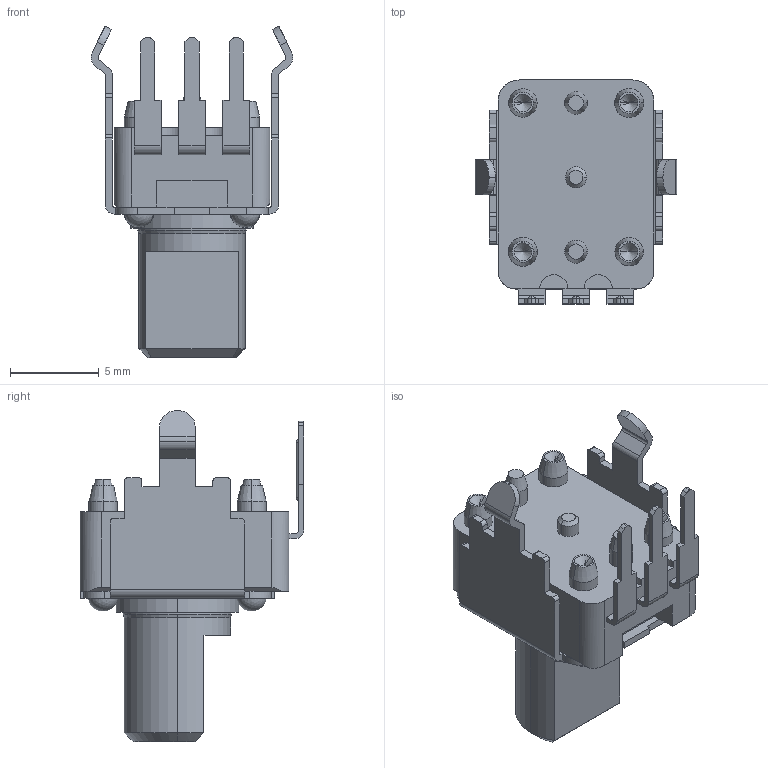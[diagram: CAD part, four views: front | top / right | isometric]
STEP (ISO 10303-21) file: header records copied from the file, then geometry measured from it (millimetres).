
FILE_DESCRIPTION(('STEP AP242'),'1');
FILE_NAME('rk09k1130a6s.stp','2021-03-11T11:27:09',('TraceParts'),('TraceParts S.A.'),'Spatial InterOp 3D',' ',' ');
FILE_SCHEMA(('AP242_MANAGED_MODEL_BASED_3D_ENGINEERING_MIM_LF {1 0 10303 442 1 1 4}'));
Length unit declared in the file: millimetre
Products named in the file (1): rk09k1130a6s
Bounding box: 11.4 x 12.65 x 18.7 mm (x, y, z)
Volume: 759.9 mm3; surface area: 901.1 mm2
Topology: 1 solids, 1 shells, 249 faces, 668 edges, 424 vertices
Faces by surface type: plane 128, cylinder 78, cone 27, sphere 16
Entity records: 9654 total; most frequent: DIRECTION 1355, CARTESIAN_POINT 1340, ORIENTED_EDGE 1296, EDGE_CURVE 648, AXIS2_PLACEMENT_3D 463, LINE 429, VECTOR 429, VERTEX_POINT 424
